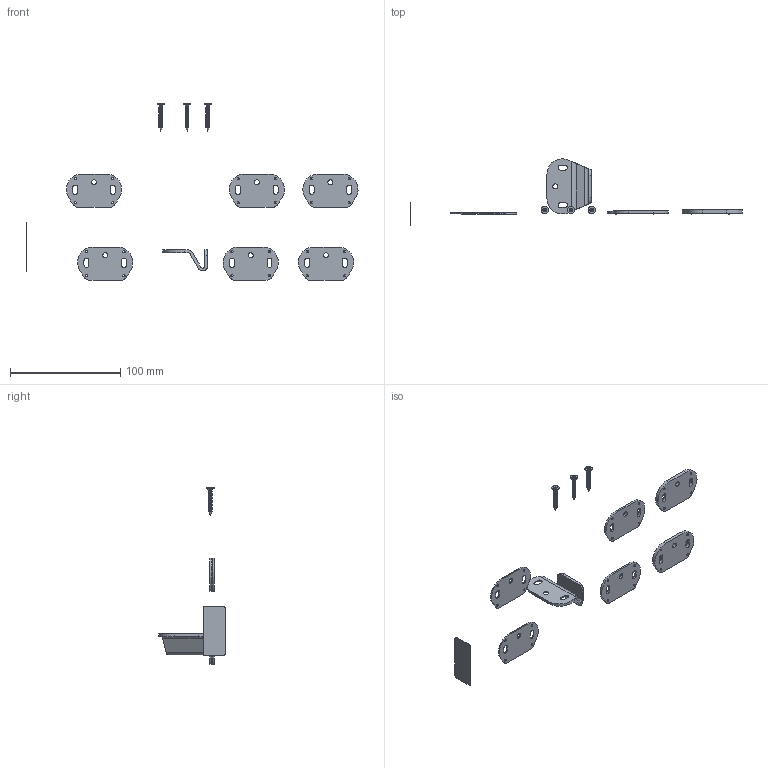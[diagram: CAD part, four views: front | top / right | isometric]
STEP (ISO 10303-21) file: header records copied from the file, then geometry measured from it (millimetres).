
FILE_DESCRIPTION((''),'2;1');
FILE_NAME('A980176060000_ASM','2021-06-14T13:43:34',('MLOLI'),(''),'CREO PARAMETRIC BY PTC INC, 2020454','CREO PARAMETRIC BY PTC INC, 2020454','');
FILE_SCHEMA(('AP242_MANAGED_MODEL_BASED_3D_ENGINEERING_MIM_LF { 1 0 10303 442 1 1 4 }'));
Length unit declared in the file: millimetre
Products named in the file (11): 0670183500000; 0670183300000; 0670183600000; 0670183700000; 0895000100000; N991245908100; A980176020000_ASM; A981788800000; 0970595650000; 0891649000000_ASM; A980176060000_ASM
Assembly tree (16 placements, depth 3):
  A980176060000_ASM
    A980176020000_ASM
      0670183500000  x2
      0670183300000
      0670183600000  x2
      0670183700000  x2
      0895000100000
      N991245908100  x3
    A981788800000
    0891649000000_ASM
      0970595650000
    0970595650000
Bounding box: 300.65 x 59.96 x 159.65 mm (x, y, z)
Volume: 21615.6 mm3; surface area: 27342 mm2
Topology: 12 solids, 12 shells, 871 faces, 2247 edges, 1359 vertices
Faces by surface type: plane 291, cylinder 288, cone 216, sphere 64, torus 12
Entity records: 18553 total; most frequent: CARTESIAN_POINT 3710, DIRECTION 2098, ORIENTED_EDGE 1806, EDGE_CURVE 903, AXIS2_PLACEMENT_3D 827, PROPERTY_DEFINITION 641, REPRESENTATION 635, PROPERTY_DEFINITION_REPRESENTATION 635
